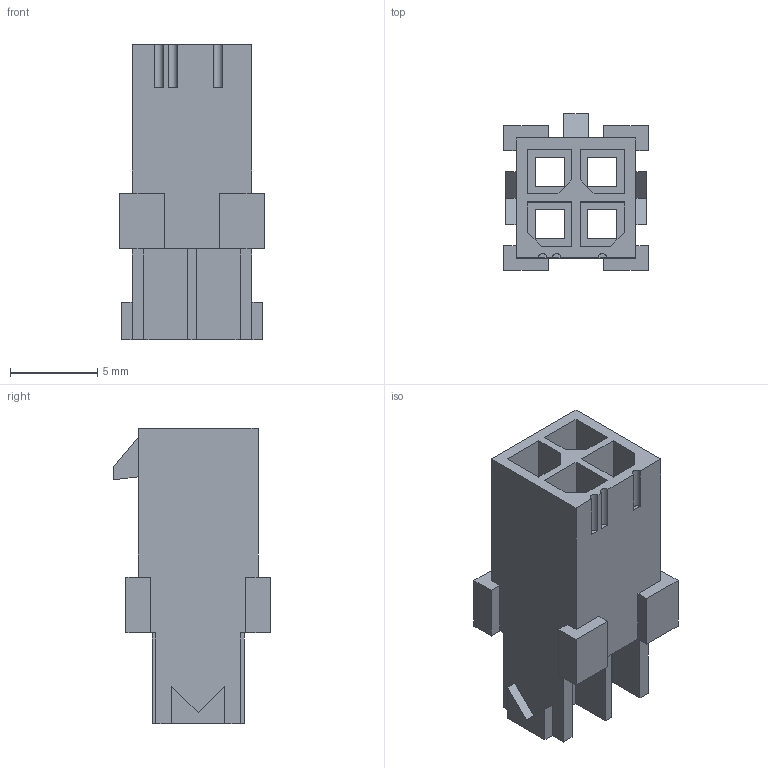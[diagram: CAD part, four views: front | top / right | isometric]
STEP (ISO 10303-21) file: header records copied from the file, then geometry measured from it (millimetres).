
FILE_DESCRIPTION((''),'2;1');
FILE_NAME('2036320401','2019-06-19T',('gga'),(''),'PRO/ENGINEER BY PARAMETRIC TECHNOLOGY CORPORATION, 2016010','PRO/ENGINEER BY PARAMETRIC TECHNOLOGY CORPORATION, 2016010','');
FILE_SCHEMA(('CONFIG_CONTROL_DESIGN'));
Length unit declared in the file: millimetre
Products named in the file (1): 2036320401
Bounding box: 8.25 x 8.95 x 16.89 mm (x, y, z)
Volume: 408.9 mm3; surface area: 1098.6 mm2
Topology: 1 solids, 1 shells, 139 faces, 396 edges, 264 vertices
Faces by surface type: plane 136, cylinder 3
Entity records: 4494 total; most frequent: CARTESIAN_POINT 800, ORIENTED_EDGE 792, DIRECTION 682, EDGE_CURVE 396, VECTOR 390, LINE 390, VERTEX_POINT 264, EDGE_LOOP 152
